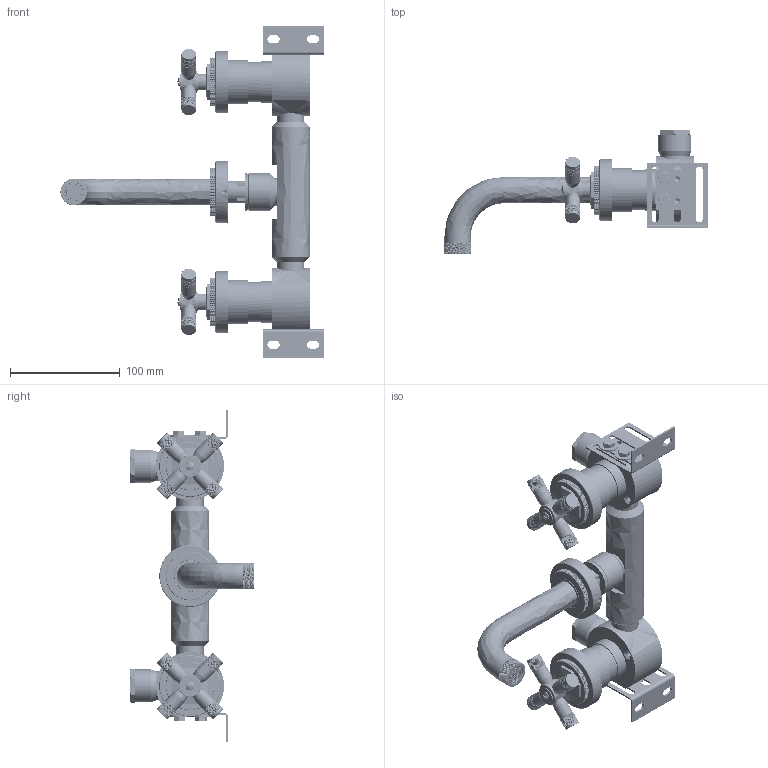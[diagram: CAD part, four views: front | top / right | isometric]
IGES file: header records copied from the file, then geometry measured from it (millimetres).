
Global section: file name: LANDMARK THINNER SPOUTS EXPORTV7K17S-1XK; native system: Autodesk Inventor 2020; preprocessor: unknown; author: clarkin; date: 20221127.041650; units: millimetre
Bounding box: 239.32 x 112.53 x 302 mm (x, y, z)
Volume: 576290.3 mm3; surface area: 297826.4 mm2
Topology: 91 solids, 92 shells, 32100 faces, 69758 edges, 38078 vertices
Faces by surface type: bspline 32100
